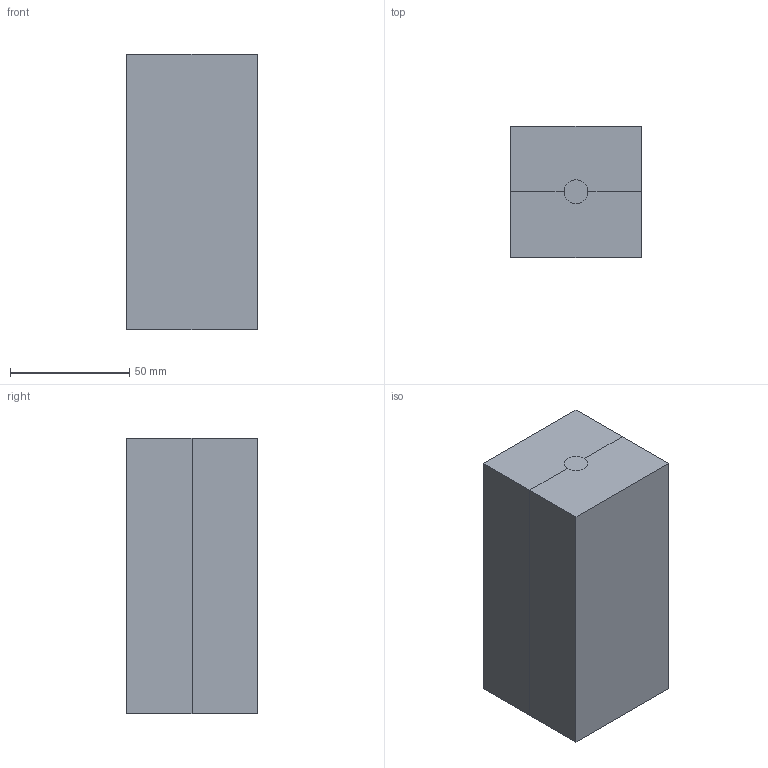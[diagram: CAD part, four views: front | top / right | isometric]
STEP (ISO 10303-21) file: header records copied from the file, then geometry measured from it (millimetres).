
FILE_DESCRIPTION(/* description */ (''),/* implementation_level */ '2;1');
FILE_NAME(/* name */ 'ChessPawnMold.step',/* time_stamp */ '2023-04-09T17:46:23-04:00',/* author */ (''),/* organization */ (''),/* preprocessor_version */ 'ST-DEVELOPER v19.2',/* originating_system */ 'Autodesk Translation Framework v12.4.0.73',/* authorisation */ '');
FILE_SCHEMA (('AUTOMOTIVE_DESIGN { 1 0 10303 214 3 1 1 }'));
Length unit declared in the file: millimetre
Products named in the file (2): (Unsaved); Mold
Assembly tree (1 placements, depth 2):
  (Unsaved)
    Mold
Bounding box: 54.95 x 54.95 x 115.7 mm (x, y, z)
Volume: 296678.9 mm3; surface area: 55836.7 mm2
Topology: 2 solids, 3 shells, 77 faces, 184 edges, 123 vertices
Faces by surface type: plane 25, torus 20, cylinder 16, cone 14, bspline 2
Full cylindrical faces by diameter (mm): 4.5 x6, 5 x6
Entity records: 2667 total; most frequent: CARTESIAN_POINT 775, DIRECTION 409, ORIENTED_EDGE 365, EDGE_CURVE 183, AXIS2_PLACEMENT_3D 169, VERTEX_POINT 123, CIRCLE 91, EDGE_LOOP 89
